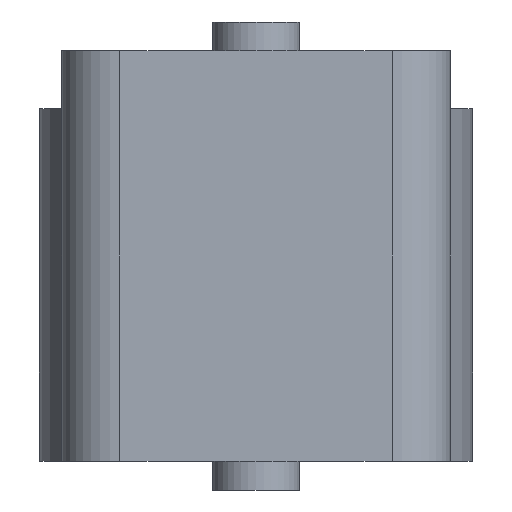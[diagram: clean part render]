
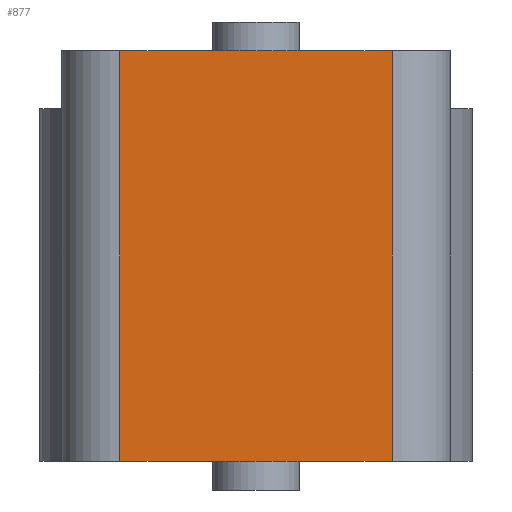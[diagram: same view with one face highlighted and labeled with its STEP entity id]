
A CAD part, front view. The second image highlights one B-rep face of the part: STEP entity #877.
In plain terms, the highlighted planar face has unit normal (0, -1, 0).
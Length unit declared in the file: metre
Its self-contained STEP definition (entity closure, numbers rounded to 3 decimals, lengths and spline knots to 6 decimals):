
#172=ORIENTED_EDGE('',*,*,#437,.T.);
#173=ORIENTED_EDGE('',*,*,#446,.T.);
#174=ORIENTED_EDGE('',*,*,#376,.T.);
#175=ORIENTED_EDGE('',*,*,#447,.T.);
#176=ORIENTED_EDGE('',*,*,#420,.F.);
#177=ORIENTED_EDGE('',*,*,#448,.F.);
#178=ORIENTED_EDGE('',*,*,#386,.F.);
#179=ORIENTED_EDGE('',*,*,#449,.F.);
#376=EDGE_CURVE('',#514,#515,#602,.T.);
#386=EDGE_CURVE('',#524,#525,#608,.T.);
#420=EDGE_CURVE('',#554,#556,#618,.T.);
#437=EDGE_CURVE('',#572,#570,#623,.T.);
#446=EDGE_CURVE('',#570,#514,#628,.T.);
#447=EDGE_CURVE('',#515,#556,#629,.T.);
#448=EDGE_CURVE('',#525,#554,#630,.T.);
#449=EDGE_CURVE('',#572,#524,#631,.T.);
#514=VERTEX_POINT('',#1346);
#515=VERTEX_POINT('',#1347);
#524=VERTEX_POINT('',#1367);
#525=VERTEX_POINT('',#1368);
#554=VERTEX_POINT('',#1434);
#556=VERTEX_POINT('',#1437);
#570=VERTEX_POINT('',#1468);
#572=VERTEX_POINT('',#1471);
#602=LINE('',#1345,#676);
#608=LINE('',#1366,#682);
#618=LINE('',#1436,#692);
#623=LINE('',#1470,#697);
#628=LINE('',#1488,#702);
#629=LINE('',#1489,#703);
#630=LINE('',#1490,#704);
#631=LINE('',#1491,#705);
#676=VECTOR('',#1047,1.);
#682=VECTOR('',#1063,1.);
#692=VECTOR('',#1129,1.);
#697=VECTOR('',#1160,1.);
#702=VECTOR('',#1175,1.);
#703=VECTOR('',#1176,1.);
#704=VECTOR('',#1177,1.);
#705=VECTOR('',#1178,1.);
#757=EDGE_LOOP('',(#172,#173,#174,#175,#176,#177,#178,#179));
#805=FACE_BOUND('',#757,.T.);
#853=PLANE('',#982);
#877=ADVANCED_FACE('',(#805),#853,.T.);
#982=AXIS2_PLACEMENT_3D('',#1487,#1173,#1174);
#1047=DIRECTION('',(-1.,0.,0.));
#1063=DIRECTION('',(-1.,0.,0.));
#1129=DIRECTION('',(-1.,0.,0.));
#1160=DIRECTION('',(-1.,0.,0.));
#1173=DIRECTION('',(0.,-1.,0.));
#1174=DIRECTION('',(0.,0.,-1.));
#1175=DIRECTION('',(-1.,0.,0.));
#1176=DIRECTION('',(0.,0.,-1.));
#1177=DIRECTION('',(-1.,0.,0.));
#1178=DIRECTION('',(0.,0.,-1.));
#1345=CARTESIAN_POINT('',(-0.001561,0.,0.));
#1346=CARTESIAN_POINT('',(-0.00075,0.,0.));
#1347=CARTESIAN_POINT('',(-0.002359,0.,0.));
#1366=CARTESIAN_POINT('',(-0.001561,0.,-0.0071));
#1367=CARTESIAN_POINT('',(0.002359,0.,-0.0071));
#1368=CARTESIAN_POINT('',(0.00075,0.,-0.0071));
#1434=CARTESIAN_POINT('',(-0.00075,0.,-0.0071));
#1436=CARTESIAN_POINT('',(-0.001561,0.,-0.0071));
#1437=CARTESIAN_POINT('',(-0.002359,0.,-0.0071));
#1468=CARTESIAN_POINT('',(0.00075,0.,0.));
#1470=CARTESIAN_POINT('',(-0.001561,0.,0.));
#1471=CARTESIAN_POINT('',(0.002359,0.,0.));
#1487=CARTESIAN_POINT('',(-0.001561,0.,0.000002));
#1488=CARTESIAN_POINT('',(-0.001561,0.,0.));
#1489=CARTESIAN_POINT('',(-0.002359,0.,0.000002));
#1490=CARTESIAN_POINT('',(-0.001561,0.,-0.0071));
#1491=CARTESIAN_POINT('',(0.002359,0.,0.000002));
